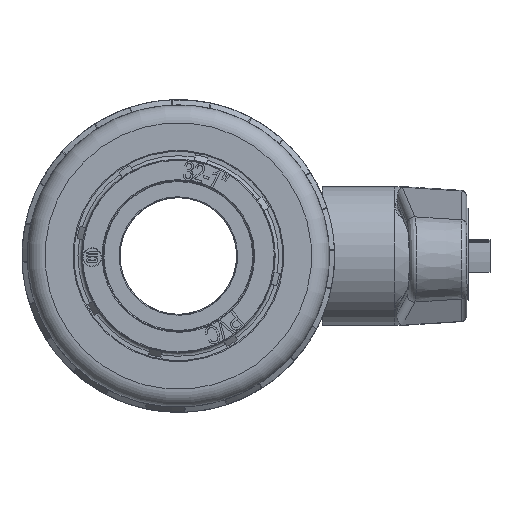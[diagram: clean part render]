
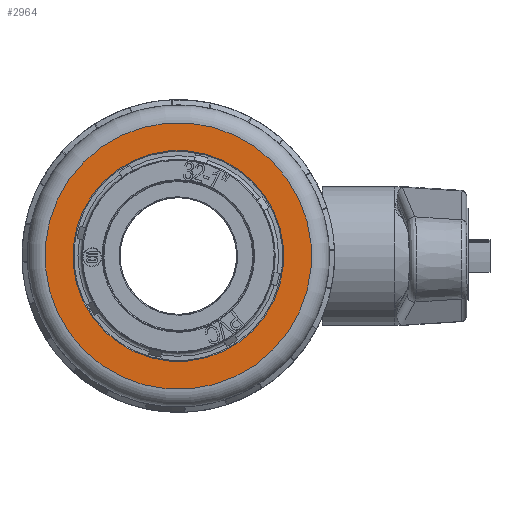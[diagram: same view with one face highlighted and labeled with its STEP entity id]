
A CAD part, left-side view. The second image highlights one B-rep face of the part: STEP entity #2964.
In plain terms, the highlighted face is planar.
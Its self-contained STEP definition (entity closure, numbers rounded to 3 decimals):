
#2964 = ADVANCED_FACE( '', ( #6416, #6417 ), #6418, .F. );
#6416 = FACE_OUTER_BOUND( '', #15111, .T. );
#6417 = FACE_BOUND( '', #15112, .T. );
#6418 = PLANE( '', #15113 );
#15111 = EDGE_LOOP( '', ( #27808 ) );
#15112 = EDGE_LOOP( '', ( #27809 ) );
#15113 = AXIS2_PLACEMENT_3D( '', #27810, #27811, #27812 );
#27808 = ORIENTED_EDGE( '', *, *, #32901, .F. );
#27809 = ORIENTED_EDGE( '', *, *, #34704, .T. );
#27810 = CARTESIAN_POINT( '', ( -28.575, 0., 24.5 ) );
#27811 = DIRECTION( '', ( 0., 0., -1. ) );
#27812 = DIRECTION( '', ( -1., 0., 0. ) );
#32901 = EDGE_CURVE( '', #37444, #37444, #37445, .T. );
#34704 = EDGE_CURVE( '', #40478, #40478, #40479, .T. );
#37444 = VERTEX_POINT( '', #44281 );
#37445 = CIRCLE( '', #44282, 28.575 );
#40478 = VERTEX_POINT( '', #52350 );
#40479 = CIRCLE( '', #52351, 22.6 );
#44281 = CARTESIAN_POINT( '', ( -28.575, 0., 24.5 ) );
#44282 = AXIS2_PLACEMENT_3D( '', #62569, #62570, #62571 );
#52350 = CARTESIAN_POINT( '', ( -22.6, 0., 24.5 ) );
#52351 = AXIS2_PLACEMENT_3D( '', #64335, #64336, #64337 );
#62569 = CARTESIAN_POINT( '', ( 0., 0., 24.5 ) );
#62570 = DIRECTION( '', ( 0., 0., -1. ) );
#62571 = DIRECTION( '', ( -1., 0., 0. ) );
#64335 = CARTESIAN_POINT( '', ( 0., 0., 24.5 ) );
#64336 = DIRECTION( '', ( 0., 0., -1. ) );
#64337 = DIRECTION( '', ( -1., 0., 0. ) );
